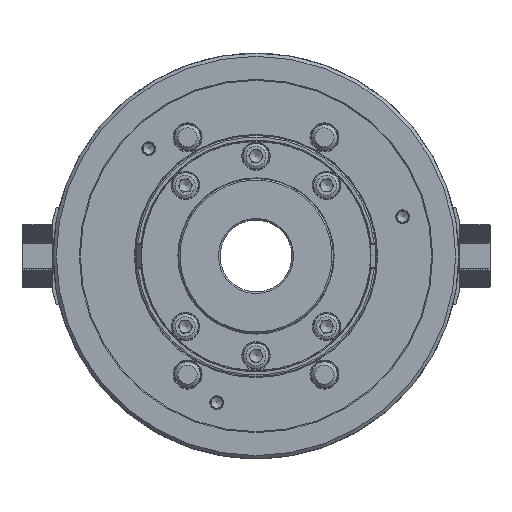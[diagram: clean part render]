
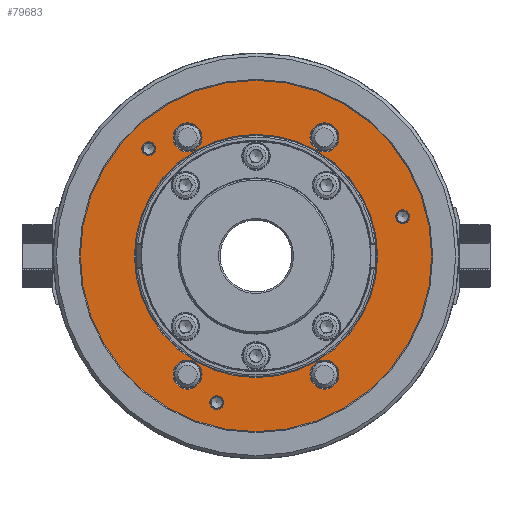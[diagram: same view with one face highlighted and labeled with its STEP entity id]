
A CAD part, left-side view. The second image highlights one B-rep face of the part: STEP entity #79683.
In plain terms, the highlighted planar face has unit normal (-1, 0, 0).
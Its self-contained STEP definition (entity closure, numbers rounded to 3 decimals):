
#16445=PLANE('',#83012);
#23003=ORIENTED_EDGE('',*,*,#38708,.T.);
#23004=ORIENTED_EDGE('',*,*,#38709,.F.);
#23005=ORIENTED_EDGE('',*,*,#38710,.F.);
#23006=ORIENTED_EDGE('',*,*,#38707,.F.);
#23007=ORIENTED_EDGE('',*,*,#38711,.T.);
#23008=ORIENTED_EDGE('',*,*,#38712,.T.);
#23009=ORIENTED_EDGE('',*,*,#38713,.F.);
#23010=ORIENTED_EDGE('',*,*,#38714,.F.);
#23011=ORIENTED_EDGE('',*,*,#38715,.F.);
#38707=EDGE_CURVE('',#46733,#46733,#50964,.T.);
#38708=EDGE_CURVE('',#46734,#46734,#50965,.T.);
#38709=EDGE_CURVE('',#46735,#46735,#50966,.T.);
#38710=EDGE_CURVE('',#46736,#46736,#50967,.T.);
#38711=EDGE_CURVE('',#46737,#46737,#50968,.T.);
#38712=EDGE_CURVE('',#46738,#46738,#50969,.T.);
#38713=EDGE_CURVE('',#46739,#46739,#50970,.T.);
#38714=EDGE_CURVE('',#46740,#46740,#50971,.T.);
#38715=EDGE_CURVE('',#46741,#46741,#50972,.T.);
#46733=VERTEX_POINT('',#109452);
#46734=VERTEX_POINT('',#109455);
#46735=VERTEX_POINT('',#109457);
#46736=VERTEX_POINT('',#109459);
#46737=VERTEX_POINT('',#109461);
#46738=VERTEX_POINT('',#109463);
#46739=VERTEX_POINT('',#109465);
#46740=VERTEX_POINT('',#109467);
#46741=VERTEX_POINT('',#109469);
#50964=CIRCLE('',#83011,110.);
#50965=CIRCLE('',#83013,9.1);
#50966=CIRCLE('',#83014,9.1);
#50967=CIRCLE('',#83015,9.1);
#50968=CIRCLE('',#83016,9.1);
#50969=CIRCLE('',#83017,76.1);
#50970=CIRCLE('',#83018,4.324);
#50971=CIRCLE('',#83019,4.323);
#50972=CIRCLE('',#83020,4.323);
#52438=EDGE_LOOP('',(#23003));
#52439=EDGE_LOOP('',(#23004));
#52440=EDGE_LOOP('',(#23005));
#52441=EDGE_LOOP('',(#23006));
#52442=EDGE_LOOP('',(#23007));
#52443=EDGE_LOOP('',(#23008));
#52444=EDGE_LOOP('',(#23009));
#52445=EDGE_LOOP('',(#23010));
#52446=EDGE_LOOP('',(#23011));
#55823=FACE_BOUND('',#52438,.T.);
#55824=FACE_BOUND('',#52439,.T.);
#55825=FACE_BOUND('',#52440,.T.);
#55826=FACE_BOUND('',#52441,.T.);
#55827=FACE_BOUND('',#52442,.T.);
#55828=FACE_BOUND('',#52443,.T.);
#55829=FACE_BOUND('',#52444,.T.);
#55830=FACE_BOUND('',#52445,.T.);
#55831=FACE_BOUND('',#52446,.T.);
#79683=ADVANCED_FACE('',(#55823,#55824,#55825,#55826,#55827,#55828,#55829,
#55830,#55831),#16445,.T.);
#83011=AXIS2_PLACEMENT_3D('',#109451,#90456,#90457);
#83012=AXIS2_PLACEMENT_3D('',#109453,#90458,#90459);
#83013=AXIS2_PLACEMENT_3D('',#109454,#90460,#90461);
#83014=AXIS2_PLACEMENT_3D('',#109456,#90462,#90463);
#83015=AXIS2_PLACEMENT_3D('',#109458,#90464,#90465);
#83016=AXIS2_PLACEMENT_3D('',#109460,#90466,#90467);
#83017=AXIS2_PLACEMENT_3D('',#109462,#90468,#90469);
#83018=AXIS2_PLACEMENT_3D('',#109464,#90470,#90471);
#83019=AXIS2_PLACEMENT_3D('',#109466,#90472,#90473);
#83020=AXIS2_PLACEMENT_3D('',#109468,#90474,#90475);
#90456=DIRECTION('',(1.,0.,0.));
#90457=DIRECTION('',(0.,0.,-1.));
#90458=DIRECTION('',(-1.,0.,0.));
#90459=DIRECTION('',(0.,0.,1.));
#90460=DIRECTION('',(1.,0.,0.));
#90461=DIRECTION('',(0.,0.,1.));
#90462=DIRECTION('',(-1.,0.,0.));
#90463=DIRECTION('',(0.,0.,1.));
#90464=DIRECTION('',(-1.,0.,0.));
#90465=DIRECTION('',(0.,0.,-1.));
#90466=DIRECTION('',(1.,0.,0.));
#90467=DIRECTION('',(0.,0.,-1.));
#90468=DIRECTION('',(1.,0.,0.));
#90469=DIRECTION('',(0.,0.,-1.));
#90470=DIRECTION('',(-1.,0.,0.));
#90471=DIRECTION('',(0.,0.,1.));
#90472=DIRECTION('',(-1.,0.,0.));
#90473=DIRECTION('',(0.,0.,1.));
#90474=DIRECTION('',(-1.,0.,0.));
#90475=DIRECTION('',(0.,0.,1.));
#109451=CARTESIAN_POINT('',(-95.,0.,0.));
#109452=CARTESIAN_POINT('',(-95.,0.,-110.));
#109453=CARTESIAN_POINT('',(-95.,0.,-76.1));
#109454=CARTESIAN_POINT('',(-95.,-42.862,74.24));
#109455=CARTESIAN_POINT('',(-95.,-42.862,83.34));
#109456=CARTESIAN_POINT('',(-95.,42.863,74.24));
#109457=CARTESIAN_POINT('',(-95.,42.863,83.34));
#109458=CARTESIAN_POINT('',(-95.,-42.863,-74.24));
#109459=CARTESIAN_POINT('',(-95.,-42.863,-83.34));
#109460=CARTESIAN_POINT('',(-95.,42.863,-74.24));
#109461=CARTESIAN_POINT('',(-95.,42.863,-83.34));
#109462=CARTESIAN_POINT('',(-95.,0.,0.));
#109463=CARTESIAN_POINT('',(-95.,0.,-76.1));
#109464=CARTESIAN_POINT('',(-95.,24.588,-91.763));
#109465=CARTESIAN_POINT('',(-95.,24.588,-87.439));
#109466=CARTESIAN_POINT('',(-95.,-91.763,24.588));
#109467=CARTESIAN_POINT('',(-95.,-91.763,28.911));
#109468=CARTESIAN_POINT('',(-95.,67.175,67.175));
#109469=CARTESIAN_POINT('',(-95.,67.175,71.499));
